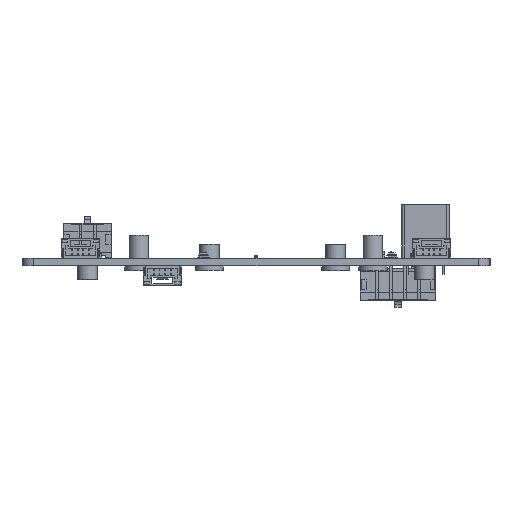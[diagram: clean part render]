
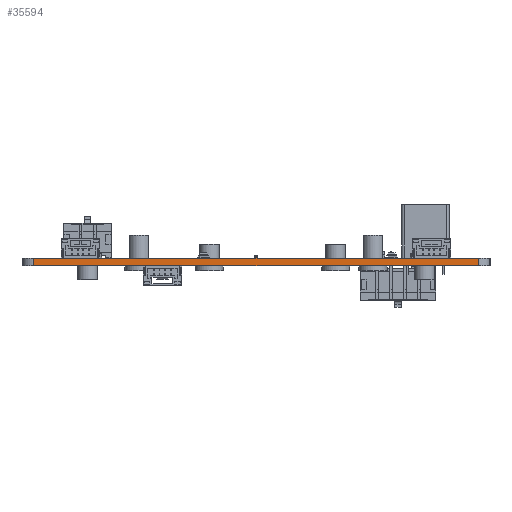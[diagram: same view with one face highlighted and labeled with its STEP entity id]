
A CAD part, left-side view. The second image highlights one B-rep face of the part: STEP entity #35594.
In plain terms, the highlighted planar face has unit normal (-1, 0, 0).
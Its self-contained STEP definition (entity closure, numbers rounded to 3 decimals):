
#30863 = VERTEX_POINT('',#30864);
#30864 = CARTESIAN_POINT('',(-90.,47.5,0.));
#30871 = EDGE_CURVE('',#30872,#30863,#30874,.T.);
#30872 = VERTEX_POINT('',#30873);
#30873 = CARTESIAN_POINT('',(-90.,-47.5,0.));
#30874 = LINE('',#30875,#30876);
#30875 = CARTESIAN_POINT('',(-90.,-47.5,0.));
#30876 = VECTOR('',#30877,1.);
#30877 = DIRECTION('',(0.,1.,0.));
#33215 = VERTEX_POINT('',#33216);
#33216 = CARTESIAN_POINT('',(-90.,47.5,1.51));
#33223 = EDGE_CURVE('',#33224,#33215,#33226,.T.);
#33224 = VERTEX_POINT('',#33225);
#33225 = CARTESIAN_POINT('',(-90.,-47.5,1.51));
#33226 = LINE('',#33227,#33228);
#33227 = CARTESIAN_POINT('',(-90.,-47.5,1.51));
#33228 = VECTOR('',#33229,1.);
#33229 = DIRECTION('',(0.,1.,0.));
#35564 = EDGE_CURVE('',#30863,#33215,#35565,.T.);
#35565 = LINE('',#35566,#35567);
#35566 = CARTESIAN_POINT('',(-90.,47.5,0.));
#35567 = VECTOR('',#35568,1.);
#35568 = DIRECTION('',(0.,0.,1.));
#35594 = ADVANCED_FACE('',(#35595),#35606,.T.);
#35595 = FACE_BOUND('',#35596,.T.);
#35596 = EDGE_LOOP('',(#35597,#35603,#35604,#35605));
#35597 = ORIENTED_EDGE('',*,*,#35598,.T.);
#35598 = EDGE_CURVE('',#30872,#33224,#35599,.T.);
#35599 = LINE('',#35600,#35601);
#35600 = CARTESIAN_POINT('',(-90.,-47.5,0.));
#35601 = VECTOR('',#35602,1.);
#35602 = DIRECTION('',(0.,0.,1.));
#35603 = ORIENTED_EDGE('',*,*,#33223,.T.);
#35604 = ORIENTED_EDGE('',*,*,#35564,.F.);
#35605 = ORIENTED_EDGE('',*,*,#30871,.F.);
#35606 = PLANE('',#35607);
#35607 = AXIS2_PLACEMENT_3D('',#35608,#35609,#35610);
#35608 = CARTESIAN_POINT('',(-90.,-47.5,0.));
#35609 = DIRECTION('',(-1.,0.,0.));
#35610 = DIRECTION('',(0.,1.,0.));
